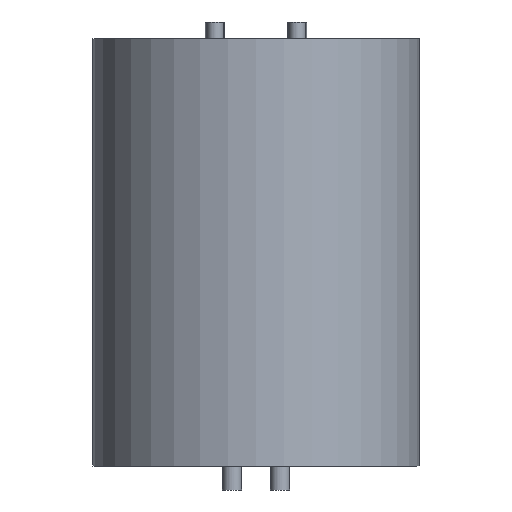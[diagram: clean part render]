
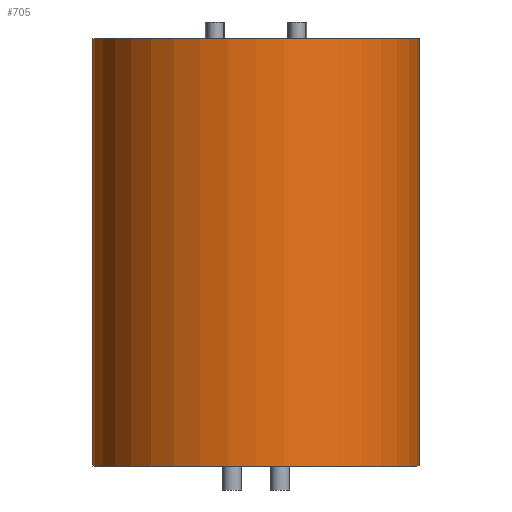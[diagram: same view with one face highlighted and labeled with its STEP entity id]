
A CAD part, front view. The second image highlights one B-rep face of the part: STEP entity #705.
In plain terms, the highlighted cylindrical face has radius 34 mm (diameter 68 mm), a full revolution.
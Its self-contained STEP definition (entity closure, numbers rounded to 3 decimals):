
#33=CYLINDRICAL_SURFACE('',#776,34.);
#55=CIRCLE('',#750,34.);
#59=CIRCLE('',#771,34.);
#102=FACE_OUTER_BOUND('',#155,.T.);
#155=EDGE_LOOP('',(#617,#618,#619,#620));
#224=LINE('',#1182,#289);
#289=VECTOR('',#973,34.);
#332=VERTEX_POINT('',#1108);
#347=VERTEX_POINT('',#1171);
#406=EDGE_CURVE('',#332,#332,#55,.T.);
#437=EDGE_CURVE('',#347,#347,#59,.T.);
#442=EDGE_CURVE('',#332,#347,#224,.T.);
#617=ORIENTED_EDGE('',*,*,#406,.F.);
#618=ORIENTED_EDGE('',*,*,#442,.T.);
#619=ORIENTED_EDGE('',*,*,#437,.T.);
#620=ORIENTED_EDGE('',*,*,#442,.F.);
#705=ADVANCED_FACE('',(#102),#33,.T.);
#750=AXIS2_PLACEMENT_3D('',#1109,#892,#893);
#771=AXIS2_PLACEMENT_3D('',#1172,#961,#962);
#776=AXIS2_PLACEMENT_3D('',#1181,#971,#972);
#892=DIRECTION('center_axis',(0.,0.,1.));
#893=DIRECTION('ref_axis',(-1.,0.,0.));
#961=DIRECTION('center_axis',(0.,0.,1.));
#962=DIRECTION('ref_axis',(-1.,0.,0.));
#971=DIRECTION('center_axis',(0.,0.,1.));
#972=DIRECTION('ref_axis',(-1.,0.,0.));
#973=DIRECTION('',(0.,0.,-1.));
#1108=CARTESIAN_POINT('',(34.,103.42,260.978));
#1109=CARTESIAN_POINT('Origin',(0.,103.42,260.978));
#1171=CARTESIAN_POINT('',(34.,103.42,171.978));
#1172=CARTESIAN_POINT('Origin',(0.,103.42,171.978));
#1181=CARTESIAN_POINT('Origin',(0.,103.42,171.978));
#1182=CARTESIAN_POINT('',(34.,103.42,171.978));
